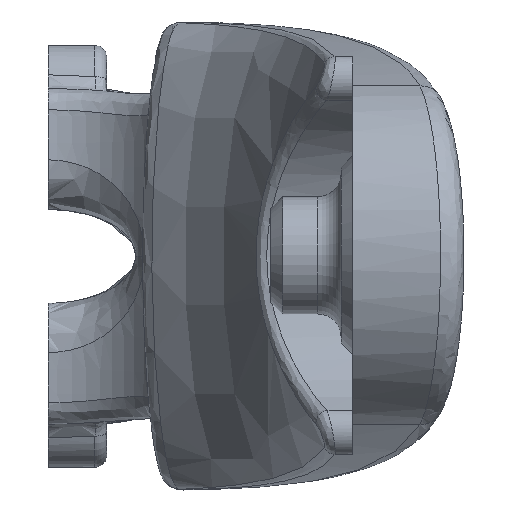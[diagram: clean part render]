
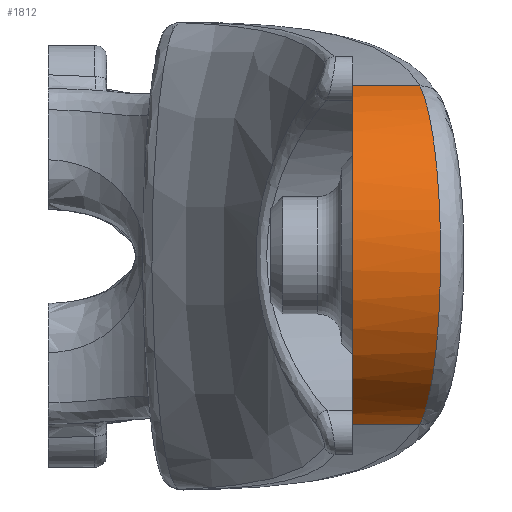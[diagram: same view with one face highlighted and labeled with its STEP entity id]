
A CAD part, top view. The second image highlights one B-rep face of the part: STEP entity #1812.
In plain terms, the highlighted cylindrical face has radius 15 mm (diameter 30 mm), a partial arc.
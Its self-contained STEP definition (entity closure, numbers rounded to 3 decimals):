
#301=B_SPLINE_CURVE_WITH_KNOTS('',3,(#5220,#5221,#5222,#5223,#5224,#5225,
#5226,#5227,#5228,#5229),.UNSPECIFIED.,.F.,.F.,(4,1,1,1,1,1,1,4),(0.,0.485,
0.97,1.455,1.939,2.424,2.909,
3.394),.UNSPECIFIED.);
#420=FACE_OUTER_BOUND('',#535,.T.);
#535=EDGE_LOOP('',(#1683,#1684,#1685,#1686));
#597=LINE('',#5416,#660);
#598=LINE('',#5418,#661);
#660=VECTOR('',#2321,10.);
#661=VECTOR('',#2324,10.);
#728=CIRCLE('',#1932,15.);
#878=VERTEX_POINT('',#4833);
#879=VERTEX_POINT('',#4835);
#904=VERTEX_POINT('',#5093);
#906=VERTEX_POINT('',#5218);
#1109=EDGE_CURVE('',#879,#878,#728,.T.);
#1160=EDGE_CURVE('',#906,#904,#301,.T.);
#1165=EDGE_CURVE('',#878,#904,#597,.T.);
#1166=EDGE_CURVE('',#879,#906,#598,.T.);
#1683=ORIENTED_EDGE('',*,*,#1160,.F.);
#1684=ORIENTED_EDGE('',*,*,#1166,.F.);
#1685=ORIENTED_EDGE('',*,*,#1109,.T.);
#1686=ORIENTED_EDGE('',*,*,#1165,.T.);
#1705=CYLINDRICAL_SURFACE('',#1975,15.);
#1812=ADVANCED_FACE('',(#420),#1705,.T.);
#1932=AXIS2_PLACEMENT_3D('',#4836,#2211,#2212);
#1975=AXIS2_PLACEMENT_3D('',#5419,#2325,#2326);
#2211=DIRECTION('center_axis',(1.,0.,0.));
#2212=DIRECTION('ref_axis',(0.,-0.963,-0.271));
#2321=DIRECTION('',(1.,0.,0.));
#2324=DIRECTION('',(1.,0.,0.));
#2325=DIRECTION('center_axis',(-1.,0.,0.));
#2326=DIRECTION('ref_axis',(0.,-0.963,-0.271));
#4833=CARTESIAN_POINT('',(26.,-14.44,154.061));
#4835=CARTESIAN_POINT('',(26.,14.44,154.061));
#4836=CARTESIAN_POINT('Origin',(26.,0.,150.));
#5093=CARTESIAN_POINT('',(31.716,-14.44,154.061));
#5218=CARTESIAN_POINT('',(31.716,14.44,154.061));
#5220=CARTESIAN_POINT('Ctrl Pts',(31.716,14.44,154.061));
#5221=CARTESIAN_POINT('Ctrl Pts',(31.974,13.942,155.833));
#5222=CARTESIAN_POINT('Ctrl Pts',(32.515,12.288,159.187));
#5223=CARTESIAN_POINT('Ctrl Pts',(33.155,8.14,163.014));
#5224=CARTESIAN_POINT('Ctrl Pts',(33.49,2.848,165.085));
#5225=CARTESIAN_POINT('Ctrl Pts',(33.49,-2.849,165.087));
#5226=CARTESIAN_POINT('Ctrl Pts',(33.155,-8.14,163.013));
#5227=CARTESIAN_POINT('Ctrl Pts',(32.515,-12.288,159.188));
#5228=CARTESIAN_POINT('Ctrl Pts',(31.974,-13.942,155.833));
#5229=CARTESIAN_POINT('Ctrl Pts',(31.716,-14.44,154.061));
#5416=CARTESIAN_POINT('',(0.,-14.44,154.061));
#5418=CARTESIAN_POINT('',(0.,14.44,154.061));
#5419=CARTESIAN_POINT('Origin',(0.,0.,150.));
